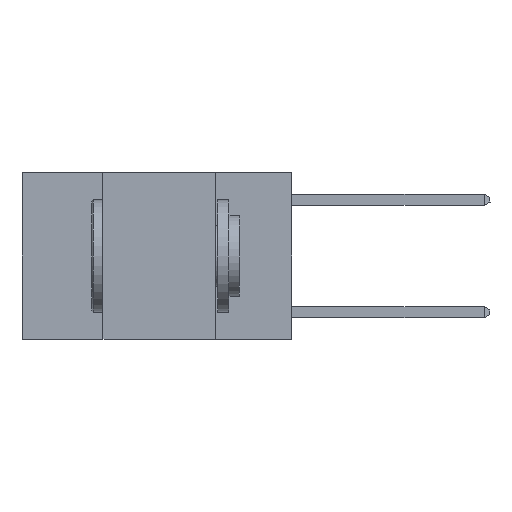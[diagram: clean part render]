
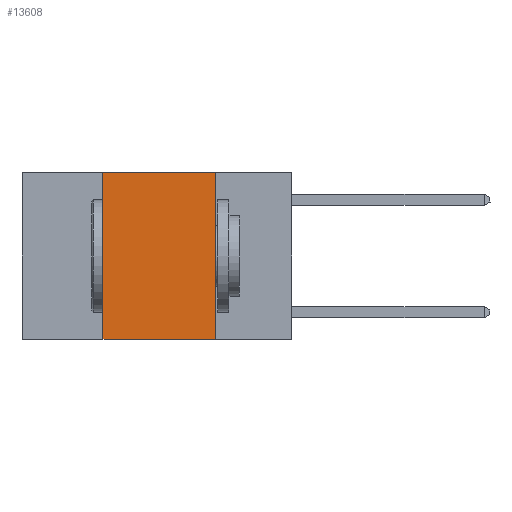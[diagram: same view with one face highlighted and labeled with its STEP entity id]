
A CAD part, left-side view. The second image highlights one B-rep face of the part: STEP entity #13608.
In plain terms, the highlighted planar face has unit normal (-1, 0, 0).
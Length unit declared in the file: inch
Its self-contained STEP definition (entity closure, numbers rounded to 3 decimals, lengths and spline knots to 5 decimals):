
#47 = CARTESIAN_POINT ( 'NONE',  ( 0., 0.17, -0.37 ) ) ;
#85 = VERTEX_POINT ( 'NONE', #13128 ) ;
#385 = ORIENTED_EDGE ( 'NONE', *, *, #19660, .F. ) ;
#1019 = VECTOR ( 'NONE', #12814, 39.37008 ) ;
#1294 = VECTOR ( 'NONE', #17792, 39.37008 ) ;
#1461 = CARTESIAN_POINT ( 'NONE',  ( 0., 0.6, 0. ) ) ;
#1590 = DIRECTION ( 'NONE',  ( 0., 0., 1. ) ) ;
#3718 = VERTEX_POINT ( 'NONE', #47 ) ;
#4266 = VECTOR ( 'NONE', #7006, 39.37008 ) ;
#4783 = LINE ( 'NONE', #5360, #4266 ) ;
#5360 = CARTESIAN_POINT ( 'NONE',  ( 0., 0.17, 0. ) ) ;
#5465 = CARTESIAN_POINT ( 'NONE',  ( 0., 0.42, -0.37 ) ) ;
#6852 = LINE ( 'NONE', #9719, #10675 ) ;
#7006 = DIRECTION ( 'NONE',  ( 0., 0., -1. ) ) ;
#7733 = EDGE_CURVE ( 'NONE', #13221, #3718, #9975, .T. ) ;
#7996 = DIRECTION ( 'NONE',  ( 1., 0., 0. ) ) ;
#8695 = EDGE_CURVE ( 'NONE', #10193, #85, #9712, .T. ) ;
#9347 = AXIS2_PLACEMENT_3D ( 'NONE', #1461, #7996, #19312 ) ;
#9584 = ORIENTED_EDGE ( 'NONE', *, *, #17511, .F. ) ;
#9712 = LINE ( 'NONE', #14401, #1019 ) ;
#9719 = CARTESIAN_POINT ( 'NONE',  ( 0., 0.42, 0. ) ) ;
#9975 = LINE ( 'NONE', #16197, #1294 ) ;
#10193 = VERTEX_POINT ( 'NONE', #18032 ) ;
#10248 = EDGE_LOOP ( 'NONE', ( #385, #17670, #9584, #13916 ) ) ;
#10675 = VECTOR ( 'NONE', #1590, 39.37008 ) ;
#12814 = DIRECTION ( 'NONE',  ( 0., -1., 0. ) ) ;
#13128 = CARTESIAN_POINT ( 'NONE',  ( 0., 0.17, 0. ) ) ;
#13221 = VERTEX_POINT ( 'NONE', #5465 ) ;
#13608 = ADVANCED_FACE ( 'NONE', ( #20930 ), #17708, .F. ) ;
#13916 = ORIENTED_EDGE ( 'NONE', *, *, #7733, .T. ) ;
#14401 = CARTESIAN_POINT ( 'NONE',  ( 0., 0.6, 0. ) ) ;
#16197 = CARTESIAN_POINT ( 'NONE',  ( 0., 0.6, -0.37 ) ) ;
#17511 = EDGE_CURVE ( 'NONE', #13221, #10193, #6852, .T. ) ;
#17670 = ORIENTED_EDGE ( 'NONE', *, *, #8695, .F. ) ;
#17708 = PLANE ( 'NONE',  #9347 ) ;
#17792 = DIRECTION ( 'NONE',  ( 0., -1., 0. ) ) ;
#18032 = CARTESIAN_POINT ( 'NONE',  ( 0., 0.42, 0. ) ) ;
#19312 = DIRECTION ( 'NONE',  ( 0., 0., -1. ) ) ;
#19660 = EDGE_CURVE ( 'NONE', #85, #3718, #4783, .T. ) ;
#20930 = FACE_OUTER_BOUND ( 'NONE', #10248, .T. ) ;
